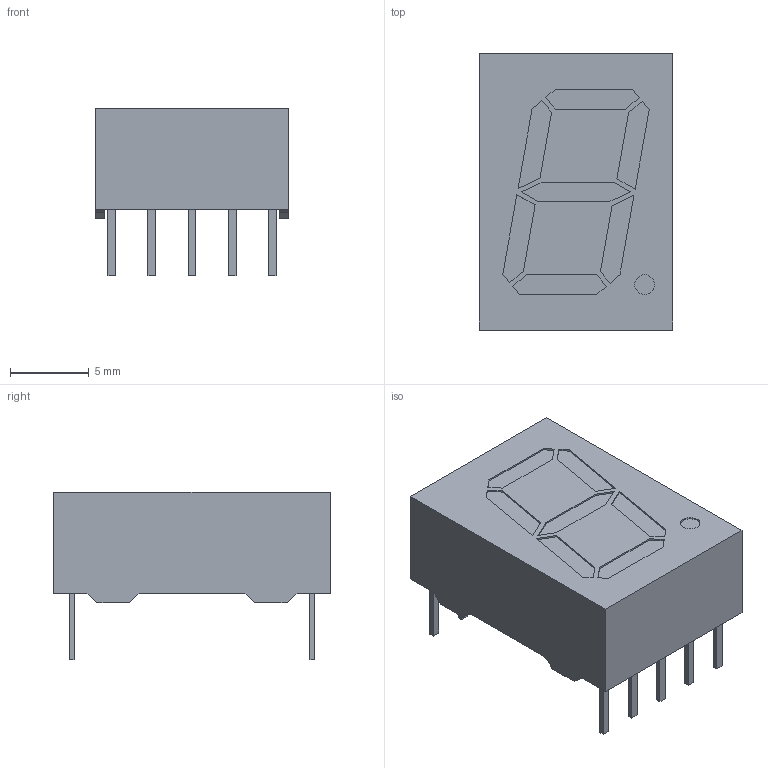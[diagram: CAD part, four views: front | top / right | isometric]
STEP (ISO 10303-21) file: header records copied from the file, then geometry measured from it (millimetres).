
FILE_DESCRIPTION (( 'STEP AP214' ), '1' );
FILE_NAME ('TDSG5160.STEP', '2025-02-12T10:15:03', ( '' ), ( '' ), 'SwSTEP 2.0', 'SolidWorks 2024', '' );
FILE_SCHEMA (( 'AUTOMOTIVE_DESIGN' ));
Length unit declared in the file: millimetre
Products named in the file (1): TDSG5160
Bounding box: 12.25 x 17.5 x 10.6 mm (x, y, z)
Volume: 1377.3 mm3; surface area: 899.8 mm2
Topology: 1 solids, 1 shells, 136 faces, 348 edges, 232 vertices
Faces by surface type: plane 118, cylinder 18
Entity records: 5059 total; most frequent: CARTESIAN_POINT 717, ORIENTED_EDGE 696, DIRECTION 658, EDGE_CURVE 348, VECTOR 312, LINE 312, VERTEX_POINT 232, AXIS2_PLACEMENT_3D 173
